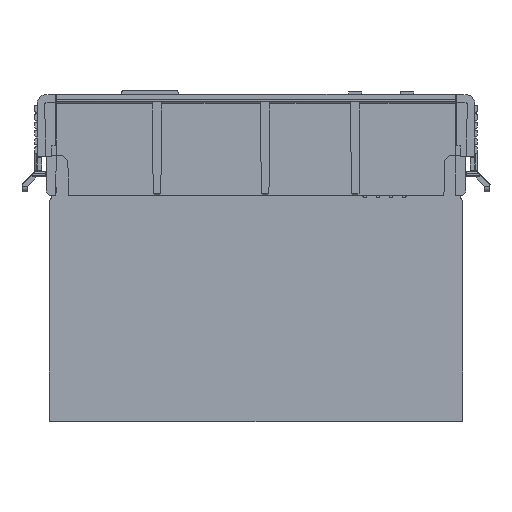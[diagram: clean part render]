
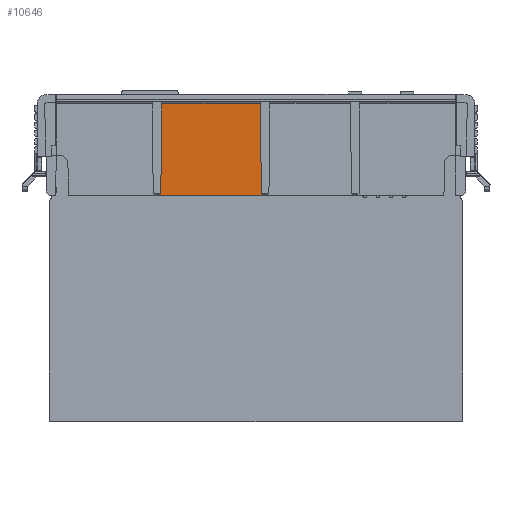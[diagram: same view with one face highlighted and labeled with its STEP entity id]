
A CAD part, left-side view. The second image highlights one B-rep face of the part: STEP entity #10646.
In plain terms, the highlighted planar face has unit normal (-1, 0, -0.009).
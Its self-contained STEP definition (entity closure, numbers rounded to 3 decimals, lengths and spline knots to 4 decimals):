
#2487 = EDGE_CURVE ( 'NONE', #59336, #52230, #36432, .T. ) ;
#2839 = CARTESIAN_POINT ( 'NONE',  ( -0.4432, 0.7218, 1.1812 ) ) ;
#5855 = AXIS2_PLACEMENT_3D ( 'NONE', #45957, #34724, #62266 ) ;
#6147 = EDGE_CURVE ( 'NONE', #59544, #62838, #43262, .T. ) ;
#7173 = FACE_OUTER_BOUND ( 'NONE', #66538, .T. ) ;
#7573 = DIRECTION ( 'NONE',  ( 0.009, 0.009, -1. ) ) ;
#8955 = EDGE_CURVE ( 'NONE', #40236, #18184, #69998, .T. ) ;
#9331 = ORIENTED_EDGE ( 'NONE', *, *, #2487, .T. ) ;
#10646 = ADVANCED_FACE ( 'NONE', ( #7173 ), #62983, .T. ) ;
#11101 = CARTESIAN_POINT ( 'NONE',  ( -0.4371, -0.0404, 0.4922 ) ) ;
#11120 = LINE ( 'NONE', #33246, #36221 ) ;
#11503 = VECTOR ( 'NONE', #36084, 39.3701 ) ;
#12918 = ORIENTED_EDGE ( 'NONE', *, *, #8955, .F. ) ;
#16083 = DIRECTION ( 'NONE',  ( 0.006, 0.713, -0.701 ) ) ;
#18184 = VERTEX_POINT ( 'NONE', #25511 ) ;
#20137 = CARTESIAN_POINT ( 'NONE',  ( -0.4432, 1.9203, 1.1812 ) ) ;
#25511 = CARTESIAN_POINT ( 'NONE',  ( -0.437, -0.0524, 0.4803 ) ) ;
#27274 = CARTESIAN_POINT ( 'NONE',  ( -0.437, 0.7398, 0.4803 ) ) ;
#27454 = DIRECTION ( 'NONE',  ( -0.009, 0.009, 1. ) ) ;
#29714 = ORIENTED_EDGE ( 'NONE', *, *, #45374, .T. ) ;
#30256 = CARTESIAN_POINT ( 'NONE',  ( -0.4432, 0.7218, 1.1812 ) ) ;
#30828 = ORIENTED_EDGE ( 'NONE', *, *, #6147, .T. ) ;
#33023 = VECTOR ( 'NONE', #27454, 39.3701 ) ;
#33246 = CARTESIAN_POINT ( 'NONE',  ( -0.437, 1.635, 0.4803 ) ) ;
#34150 = CARTESIAN_POINT ( 'NONE',  ( -0.4371, -0.0404, 0.4922 ) ) ;
#34724 = DIRECTION ( 'NONE',  ( -1., 0., -0.009 ) ) ;
#35307 = EDGE_CURVE ( 'NONE', #52230, #59544, #68812, .T. ) ;
#36084 = DIRECTION ( 'NONE',  ( 0., 1., 0. ) ) ;
#36221 = VECTOR ( 'NONE', #66573, 39.3701 ) ;
#36432 = LINE ( 'NONE', #20137, #11503 ) ;
#37026 = CARTESIAN_POINT ( 'NONE',  ( -0.4371, -0.0404, 0.4922 ) ) ;
#40236 = VERTEX_POINT ( 'NONE', #34150 ) ;
#43262 = LINE ( 'NONE', #59227, #64531 ) ;
#44942 = CARTESIAN_POINT ( 'NONE',  ( -0.4371, 0.7278, 0.4922 ) ) ;
#45374 = EDGE_CURVE ( 'NONE', #62838, #18184, #11120, .T. ) ;
#45957 = CARTESIAN_POINT ( 'NONE',  ( -0.437, 1.9203, 0.4764 ) ) ;
#49609 = VECTOR ( 'NONE', #54400, 39.3701 ) ;
#52230 = VERTEX_POINT ( 'NONE', #30256 ) ;
#54400 = DIRECTION ( 'NONE',  ( 0.006, -0.713, -0.701 ) ) ;
#54967 = LINE ( 'NONE', #11101, #33023 ) ;
#59227 = CARTESIAN_POINT ( 'NONE',  ( -0.4371, 0.7278, 0.4922 ) ) ;
#59336 = VERTEX_POINT ( 'NONE', #60541 ) ;
#59480 = ORIENTED_EDGE ( 'NONE', *, *, #35307, .T. ) ;
#59544 = VERTEX_POINT ( 'NONE', #44942 ) ;
#60541 = CARTESIAN_POINT ( 'NONE',  ( -0.4432, -0.0344, 1.1812 ) ) ;
#62266 = DIRECTION ( 'NONE',  ( -0.009, 0., 1. ) ) ;
#62593 = VECTOR ( 'NONE', #7573, 39.3701 ) ;
#62838 = VERTEX_POINT ( 'NONE', #27274 ) ;
#62983 = PLANE ( 'NONE',  #5855 ) ;
#64531 = VECTOR ( 'NONE', #16083, 39.3701 ) ;
#65170 = ORIENTED_EDGE ( 'NONE', *, *, #65901, .T. ) ;
#65901 = EDGE_CURVE ( 'NONE', #40236, #59336, #54967, .T. ) ;
#66538 = EDGE_LOOP ( 'NONE', ( #65170, #9331, #59480, #30828, #29714, #12918 ) ) ;
#66573 = DIRECTION ( 'NONE',  ( 0., -1., 0. ) ) ;
#68812 = LINE ( 'NONE', #2839, #62593 ) ;
#69998 = LINE ( 'NONE', #37026, #49609 ) ;
